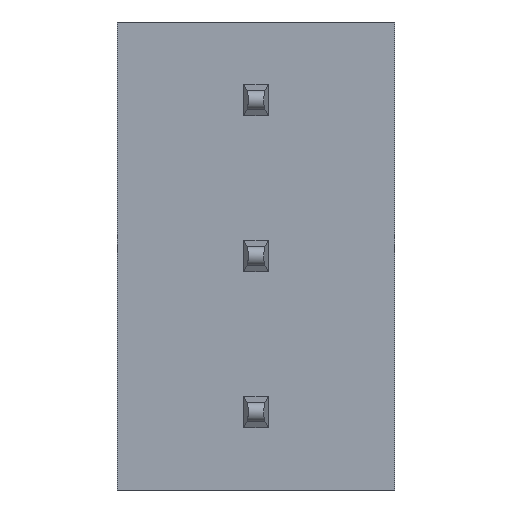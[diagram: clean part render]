
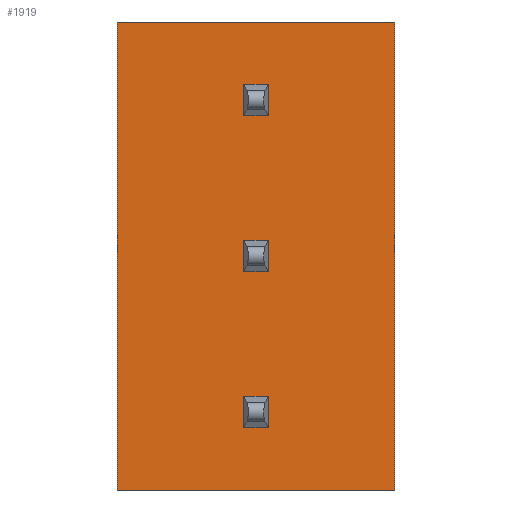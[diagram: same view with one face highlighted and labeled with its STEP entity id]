
A CAD part, front view. The second image highlights one B-rep face of the part: STEP entity #1919.
In plain terms, the highlighted planar face has unit normal (0, -1, 0).
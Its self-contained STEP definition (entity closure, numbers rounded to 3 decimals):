
#59=DIRECTION('',(-1.,0.,0.));
#60=VECTOR('',#59,8.9);
#61=CARTESIAN_POINT('',(4.45,-7.25,12.5));
#62=LINE('',#61,#60);
#116=DIRECTION('',(0.,0.,1.));
#117=VECTOR('',#116,15.);
#118=CARTESIAN_POINT('',(-4.45,-7.25,-2.5));
#119=LINE('',#118,#117);
#120=DIRECTION('',(1.,0.,0.));
#121=VECTOR('',#120,0.8);
#122=CARTESIAN_POINT('',(-0.4,-7.25,-0.5));
#123=LINE('',#122,#121);
#124=DIRECTION('',(0.,0.,1.));
#125=VECTOR('',#124,1.);
#126=CARTESIAN_POINT('',(0.4,-7.25,-0.5));
#127=LINE('',#126,#125);
#128=DIRECTION('',(1.,0.,0.));
#129=VECTOR('',#128,0.8);
#130=CARTESIAN_POINT('',(-0.4,-7.25,0.5));
#131=LINE('',#130,#129);
#132=DIRECTION('',(0.,0.,1.));
#133=VECTOR('',#132,1.);
#134=CARTESIAN_POINT('',(-0.4,-7.25,-0.5));
#135=LINE('',#134,#133);
#136=DIRECTION('',(1.,0.,0.));
#137=VECTOR('',#136,0.8);
#138=CARTESIAN_POINT('',(-0.4,-7.25,4.5));
#139=LINE('',#138,#137);
#140=DIRECTION('',(0.,0.,1.));
#141=VECTOR('',#140,1.);
#142=CARTESIAN_POINT('',(0.4,-7.25,4.5));
#143=LINE('',#142,#141);
#144=DIRECTION('',(1.,0.,0.));
#145=VECTOR('',#144,0.8);
#146=CARTESIAN_POINT('',(-0.4,-7.25,5.5));
#147=LINE('',#146,#145);
#148=DIRECTION('',(0.,0.,1.));
#149=VECTOR('',#148,1.);
#150=CARTESIAN_POINT('',(-0.4,-7.25,4.5));
#151=LINE('',#150,#149);
#152=DIRECTION('',(1.,0.,0.));
#153=VECTOR('',#152,0.8);
#154=CARTESIAN_POINT('',(-0.4,-7.25,9.5));
#155=LINE('',#154,#153);
#156=DIRECTION('',(0.,0.,1.));
#157=VECTOR('',#156,1.);
#158=CARTESIAN_POINT('',(0.4,-7.25,9.5));
#159=LINE('',#158,#157);
#160=DIRECTION('',(1.,0.,0.));
#161=VECTOR('',#160,0.8);
#162=CARTESIAN_POINT('',(-0.4,-7.25,10.5));
#163=LINE('',#162,#161);
#164=DIRECTION('',(0.,0.,1.));
#165=VECTOR('',#164,1.);
#166=CARTESIAN_POINT('',(-0.4,-7.25,9.5));
#167=LINE('',#166,#165);
#168=DIRECTION('',(0.,0.,1.));
#169=VECTOR('',#168,15.);
#170=CARTESIAN_POINT('',(4.45,-7.25,-2.5));
#171=LINE('',#170,#169);
#243=DIRECTION('',(-1.,0.,0.));
#244=VECTOR('',#243,8.9);
#245=CARTESIAN_POINT('',(4.45,-7.25,-2.5));
#246=LINE('',#245,#244);
#1420=CARTESIAN_POINT('',(-4.45,-7.25,12.5));
#1421=VERTEX_POINT('',#1420);
#1422=CARTESIAN_POINT('',(4.45,-7.25,12.5));
#1423=VERTEX_POINT('',#1422);
#1444=CARTESIAN_POINT('',(-4.45,-7.25,-2.5));
#1445=VERTEX_POINT('',#1444);
#1446=CARTESIAN_POINT('',(4.45,-7.25,-2.5));
#1447=VERTEX_POINT('',#1446);
#1538=CARTESIAN_POINT('',(-0.4,-7.25,-0.5));
#1539=CARTESIAN_POINT('',(0.4,-7.25,-0.5));
#1540=VERTEX_POINT('',#1538);
#1541=VERTEX_POINT('',#1539);
#1542=CARTESIAN_POINT('',(-0.4,-7.25,0.5));
#1543=CARTESIAN_POINT('',(0.4,-7.25,0.5));
#1544=VERTEX_POINT('',#1542);
#1545=VERTEX_POINT('',#1543);
#1637=CARTESIAN_POINT('',(-0.4,-7.25,4.5));
#1638=CARTESIAN_POINT('',(0.4,-7.25,4.5));
#1639=VERTEX_POINT('',#1637);
#1640=VERTEX_POINT('',#1638);
#1641=CARTESIAN_POINT('',(-0.4,-7.25,5.5));
#1642=CARTESIAN_POINT('',(0.4,-7.25,5.5));
#1643=VERTEX_POINT('',#1641);
#1644=VERTEX_POINT('',#1642);
#1736=CARTESIAN_POINT('',(-0.4,-7.25,9.5));
#1737=CARTESIAN_POINT('',(0.4,-7.25,9.5));
#1738=VERTEX_POINT('',#1736);
#1739=VERTEX_POINT('',#1737);
#1740=CARTESIAN_POINT('',(-0.4,-7.25,10.5));
#1741=CARTESIAN_POINT('',(0.4,-7.25,10.5));
#1742=VERTEX_POINT('',#1740);
#1743=VERTEX_POINT('',#1741);
#1876=CARTESIAN_POINT('',(-4.45,-7.25,12.5));
#1877=DIRECTION('',(0.,-1.,0.));
#1878=DIRECTION('',(1.,0.,0.));
#1879=AXIS2_PLACEMENT_3D('',#1876,#1877,#1878);
#1880=PLANE('',#1879);
#1881=ORIENTED_EDGE('',*,*,#1778,.F.);
#1883=ORIENTED_EDGE('',*,*,#1882,.F.);
#1885=ORIENTED_EDGE('',*,*,#1884,.T.);
#1886=ORIENTED_EDGE('',*,*,#1838,.T.);
#1887=EDGE_LOOP('',(#1881,#1883,#1885,#1886));
#1888=FACE_OUTER_BOUND('',#1887,.F.);
#1890=ORIENTED_EDGE('',*,*,#1889,.T.);
#1892=ORIENTED_EDGE('',*,*,#1891,.T.);
#1894=ORIENTED_EDGE('',*,*,#1893,.F.);
#1896=ORIENTED_EDGE('',*,*,#1895,.F.);
#1897=EDGE_LOOP('',(#1890,#1892,#1894,#1896));
#1898=FACE_BOUND('',#1897,.F.);
#1900=ORIENTED_EDGE('',*,*,#1899,.T.);
#1902=ORIENTED_EDGE('',*,*,#1901,.T.);
#1904=ORIENTED_EDGE('',*,*,#1903,.F.);
#1906=ORIENTED_EDGE('',*,*,#1905,.F.);
#1907=EDGE_LOOP('',(#1900,#1902,#1904,#1906));
#1908=FACE_BOUND('',#1907,.F.);
#1910=ORIENTED_EDGE('',*,*,#1909,.T.);
#1912=ORIENTED_EDGE('',*,*,#1911,.T.);
#1914=ORIENTED_EDGE('',*,*,#1913,.F.);
#1916=ORIENTED_EDGE('',*,*,#1915,.F.);
#1917=EDGE_LOOP('',(#1910,#1912,#1914,#1916));
#1918=FACE_BOUND('',#1917,.F.);
#1778=EDGE_CURVE('',#1423,#1421,#62,.T.);
#1838=EDGE_CURVE('',#1445,#1421,#119,.T.);
#1882=EDGE_CURVE('',#1447,#1423,#171,.T.);
#1884=EDGE_CURVE('',#1447,#1445,#246,.T.);
#1889=EDGE_CURVE('',#1540,#1541,#123,.T.);
#1891=EDGE_CURVE('',#1541,#1545,#127,.T.);
#1893=EDGE_CURVE('',#1544,#1545,#131,.T.);
#1895=EDGE_CURVE('',#1540,#1544,#135,.T.);
#1899=EDGE_CURVE('',#1639,#1640,#139,.T.);
#1901=EDGE_CURVE('',#1640,#1644,#143,.T.);
#1903=EDGE_CURVE('',#1643,#1644,#147,.T.);
#1905=EDGE_CURVE('',#1639,#1643,#151,.T.);
#1909=EDGE_CURVE('',#1738,#1739,#155,.T.);
#1911=EDGE_CURVE('',#1739,#1743,#159,.T.);
#1913=EDGE_CURVE('',#1742,#1743,#163,.T.);
#1915=EDGE_CURVE('',#1738,#1742,#167,.T.);
#1919=ADVANCED_FACE('',(#1888,#1898,#1908,#1918),#1880,.T.);
